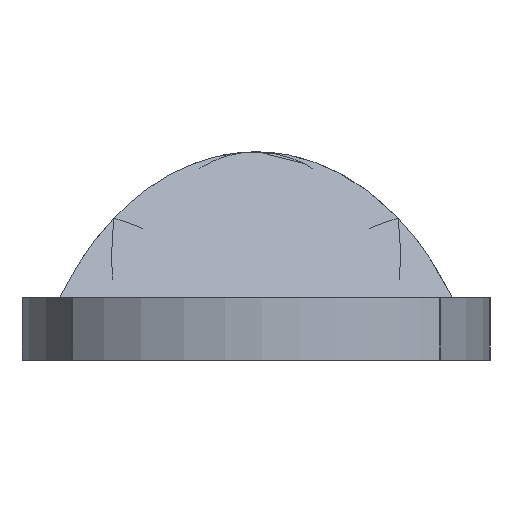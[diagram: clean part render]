
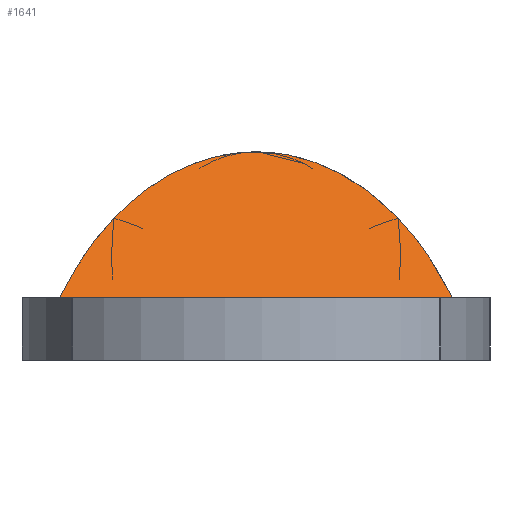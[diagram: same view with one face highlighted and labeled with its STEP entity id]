
A CAD part, left-side view. The second image highlights one B-rep face of the part: STEP entity #1641.
In plain terms, the highlighted free-form (B-spline) face has degree [1, 1] with [2, 2] control points.
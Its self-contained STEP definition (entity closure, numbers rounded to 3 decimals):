
#557=CARTESIAN_POINT('',(-7.5,0.0,4.0));
#558=VERTEX_POINT('',#557);
#793=CARTESIAN_POINT('',(-5.5,-3.77,1.2));
#794=VERTEX_POINT('',#793);
#808=CARTESIAN_POINT('',(-5.509,-3.764,1.213));
#809=VERTEX_POINT('',#808);
#810=CARTESIAN_POINT('',(-5.509,-3.764,1.213));
#811=CARTESIAN_POINT('',(-5.505,-3.767,1.206));
#812=CARTESIAN_POINT('',(-5.5,-3.77,1.2));
#820=(BOUNDED_CURVE()B_SPLINE_CURVE(2,(#810,#811,#812),.UNSPECIFIED.,.F.,.U.)CURVE()GEOMETRIC_REPRESENTATION_ITEM()QUASI_UNIFORM_CURVE()RATIONAL_B_SPLINE_CURVE((1.0,0.999,1.0))REPRESENTATION_ITEM(''));
#821=EDGE_CURVE('',#809,#794,#820,.T.);
#923=CARTESIAN_POINT('',(-5.509,3.764,1.213));
#924=VERTEX_POINT('',#923);
#930=CARTESIAN_POINT('',(-5.5,3.77,1.2));
#931=VERTEX_POINT('',#930);
#932=CARTESIAN_POINT('',(-5.5,3.77,1.2));
#933=CARTESIAN_POINT('',(-5.505,3.767,1.206));
#934=CARTESIAN_POINT('',(-5.509,3.764,1.213));
#942=(BOUNDED_CURVE()B_SPLINE_CURVE(2,(#932,#933,#934),.UNSPECIFIED.,.F.,.U.)CURVE()GEOMETRIC_REPRESENTATION_ITEM()QUASI_UNIFORM_CURVE()RATIONAL_B_SPLINE_CURVE((1.0,0.999,1.0))REPRESENTATION_ITEM(''));
#943=EDGE_CURVE('',#931,#924,#942,.T.);
#1079=CARTESIAN_POINT('',(-6.588,-2.733,2.724));
#1080=VERTEX_POINT('',#1079);
#1081=CARTESIAN_POINT('',(-7.5,0.0,4.));
#1082=CARTESIAN_POINT('',(-7.5,-1.519,4.));
#1083=CARTESIAN_POINT('',(-6.588,-2.733,2.724));
#1091=(BOUNDED_CURVE()B_SPLINE_CURVE(2,(#1081,#1082,#1083),.UNSPECIFIED.,.F.,.U.)CURVE()GEOMETRIC_REPRESENTATION_ITEM()QUASI_UNIFORM_CURVE()RATIONAL_B_SPLINE_CURVE((1.0,0.949,1.0))REPRESENTATION_ITEM(''));
#1092=EDGE_CURVE('',#558,#1080,#1091,.T.);
#1447=CARTESIAN_POINT('',(-6.588,2.733,2.724));
#1448=VERTEX_POINT('',#1447);
#1524=CARTESIAN_POINT('',(-6.588,2.733,2.724));
#1525=CARTESIAN_POINT('',(-7.5,1.519,4.));
#1526=CARTESIAN_POINT('',(-7.5,0.,4.));
#1534=(BOUNDED_CURVE()B_SPLINE_CURVE(2,(#1524,#1525,#1526),.UNSPECIFIED.,.F.,.U.)CURVE()GEOMETRIC_REPRESENTATION_ITEM()QUASI_UNIFORM_CURVE()RATIONAL_B_SPLINE_CURVE((1.0,0.949,1.0))REPRESENTATION_ITEM(''));
#1535=EDGE_CURVE('',#1448,#558,#1534,.T.);
#1574=CARTESIAN_POINT('',(-5.5,-3.77,1.2));
#1575=CARTESIAN_POINT('',(-5.5,3.77,1.2));
#1576=QUASI_UNIFORM_CURVE('',1,(#1574,#1575),.UNSPECIFIED.,.F.,.U.);
#1577=EDGE_CURVE('',#794,#931,#1576,.T.);
#1603=CARTESIAN_POINT('',(-5.4,-4.146,1.06));
#1604=CARTESIAN_POINT('',(-7.6,-4.146,4.14));
#1605=CARTESIAN_POINT('',(-5.4,4.146,1.06));
#1606=CARTESIAN_POINT('',(-7.6,4.146,4.14));
#1607=B_SPLINE_SURFACE_WITH_KNOTS('',1,1,((#1603,#1605),(#1604,#1606)),.UNSPECIFIED.,.F.,.F.,.U.,(2,2),(2,2),(0.0,3.785),(0.0,8.292),.UNSPECIFIED.);
#1608=ORIENTED_EDGE('',*,*,#1577,.T.);
#1609=ORIENTED_EDGE('',*,*,#943,.T.);
#1610=CARTESIAN_POINT('',(-5.509,3.764,1.213));
#1611=CARTESIAN_POINT('',(-6.134,3.338,2.088));
#1612=CARTESIAN_POINT('',(-6.588,2.733,2.724));
#1620=(BOUNDED_CURVE()B_SPLINE_CURVE(2,(#1610,#1611,#1612),.UNSPECIFIED.,.F.,.U.)CURVE()GEOMETRIC_REPRESENTATION_ITEM()QUASI_UNIFORM_CURVE()RATIONAL_B_SPLINE_CURVE((1.0,0.986,1.0))REPRESENTATION_ITEM(''));
#1621=EDGE_CURVE('',#924,#1448,#1620,.T.);
#1622=ORIENTED_EDGE('',*,*,#1621,.T.);
#1623=ORIENTED_EDGE('',*,*,#1535,.T.);
#1624=ORIENTED_EDGE('',*,*,#1092,.T.);
#1625=CARTESIAN_POINT('',(-6.588,-2.733,2.724));
#1626=CARTESIAN_POINT('',(-6.134,-3.338,2.088));
#1627=CARTESIAN_POINT('',(-5.509,-3.764,1.213));
#1635=(BOUNDED_CURVE()B_SPLINE_CURVE(2,(#1625,#1626,#1627),.UNSPECIFIED.,.F.,.U.)CURVE()GEOMETRIC_REPRESENTATION_ITEM()QUASI_UNIFORM_CURVE()RATIONAL_B_SPLINE_CURVE((1.0,0.986,1.0))REPRESENTATION_ITEM(''));
#1636=EDGE_CURVE('',#1080,#809,#1635,.T.);
#1637=ORIENTED_EDGE('',*,*,#1636,.T.);
#1638=ORIENTED_EDGE('',*,*,#821,.T.);
#1639=EDGE_LOOP('',(#1608,#1609,#1622,#1623,#1624,#1637,#1638));
#1640=FACE_OUTER_BOUND('',#1639,.T.);
#1641=ADVANCED_FACE('',(#1640),#1607,.F.);
